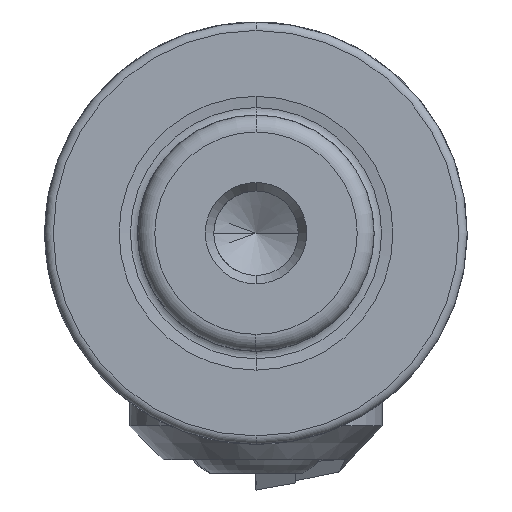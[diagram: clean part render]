
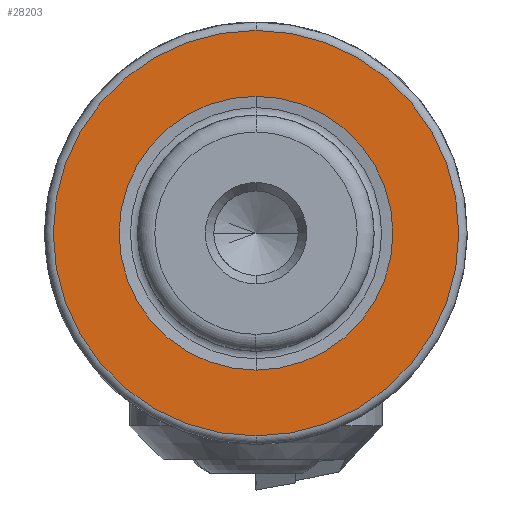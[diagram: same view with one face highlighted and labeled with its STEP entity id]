
A CAD part, left-side view. The second image highlights one B-rep face of the part: STEP entity #28203.
In plain terms, the highlighted planar face has unit normal (-1, 0, 0).
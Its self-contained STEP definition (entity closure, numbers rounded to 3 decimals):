
#821 = CARTESIAN_POINT ( 'NONE',  ( 0., 0., 0. ) ) ;
#878 = AXIS2_PLACEMENT_3D ( 'NONE', #24197, #10860, #26461 ) ;
#1249 = DIRECTION ( 'NONE',  ( 0., 0., 1. ) ) ;
#1290 = VERTEX_POINT ( 'NONE', #8309 ) ;
#1553 = CARTESIAN_POINT ( 'NONE',  ( 0., 0., 8.103 ) ) ;
#3043 = DIRECTION ( 'NONE',  ( 0., 0., 1. ) ) ;
#4099 = AXIS2_PLACEMENT_3D ( 'NONE', #821, #16352, #3043 ) ;
#4467 = DIRECTION ( 'NONE',  ( -1., 0., 0. ) ) ;
#7292 = CIRCLE ( 'NONE', #22123, 12. ) ;
#7939 = ORIENTED_EDGE ( 'NONE', *, *, #10296, .F. ) ;
#8309 = CARTESIAN_POINT ( 'NONE',  ( 0., 0., -8.103 ) ) ;
#8841 = AXIS2_PLACEMENT_3D ( 'NONE', #27950, #14553, #1249 ) ;
#10125 = EDGE_CURVE ( 'NONE', #27855, #11120, #13060, .T. ) ;
#10296 = EDGE_CURVE ( 'NONE', #1290, #24056, #26694, .T. ) ;
#10368 = ORIENTED_EDGE ( 'NONE', *, *, #16814, .T. ) ;
#10431 = CARTESIAN_POINT ( 'NONE',  ( 0., 0., -12. ) ) ;
#10477 = EDGE_LOOP ( 'NONE', ( #10368, #12135 ) ) ;
#10860 = DIRECTION ( 'NONE',  ( -1., 0., 0. ) ) ;
#11120 = VERTEX_POINT ( 'NONE', #24886 ) ;
#11698 = EDGE_CURVE ( 'NONE', #24056, #1290, #21372, .T. ) ;
#11734 = AXIS2_PLACEMENT_3D ( 'NONE', #26769, #17720, #13374 ) ;
#12135 = ORIENTED_EDGE ( 'NONE', *, *, #10125, .T. ) ;
#13060 = CIRCLE ( 'NONE', #8841, 12. ) ;
#13374 = DIRECTION ( 'NONE',  ( 0., 0., -1. ) ) ;
#14553 = DIRECTION ( 'NONE',  ( -1., 0., 0. ) ) ;
#16352 = DIRECTION ( 'NONE',  ( -1., 0., 0. ) ) ;
#16814 = EDGE_CURVE ( 'NONE', #11120, #27855, #7292, .T. ) ;
#17720 = DIRECTION ( 'NONE',  ( 1., 0., 0. ) ) ;
#17780 = CARTESIAN_POINT ( 'NONE',  ( 0., 0., 0. ) ) ;
#20026 = DIRECTION ( 'NONE',  ( 0., 0., 1. ) ) ;
#21372 = CIRCLE ( 'NONE', #4099, 8.103 ) ;
#21961 = ORIENTED_EDGE ( 'NONE', *, *, #11698, .F. ) ;
#22123 = AXIS2_PLACEMENT_3D ( 'NONE', #17780, #4467, #20026 ) ;
#22502 = FACE_OUTER_BOUND ( 'NONE', #10477, .T. ) ;
#22861 = EDGE_LOOP ( 'NONE', ( #21961, #7939 ) ) ;
#24056 = VERTEX_POINT ( 'NONE', #1553 ) ;
#24197 = CARTESIAN_POINT ( 'NONE',  ( 0., 0., 0. ) ) ;
#24498 = PLANE ( 'NONE',  #11734 ) ;
#24886 = CARTESIAN_POINT ( 'NONE',  ( 0., 0., 12. ) ) ;
#26461 = DIRECTION ( 'NONE',  ( 0., 0., 1. ) ) ;
#26694 = CIRCLE ( 'NONE', #878, 8.103 ) ;
#26769 = CARTESIAN_POINT ( 'NONE',  ( 0., 8.103, 0. ) ) ;
#27059 = FACE_BOUND ( 'NONE', #22861, .T. ) ;
#27855 = VERTEX_POINT ( 'NONE', #10431 ) ;
#27950 = CARTESIAN_POINT ( 'NONE',  ( 0., 0., 0. ) ) ;
#28203 = ADVANCED_FACE ( 'NONE', ( #27059, #22502 ), #24498, .F. ) ;
